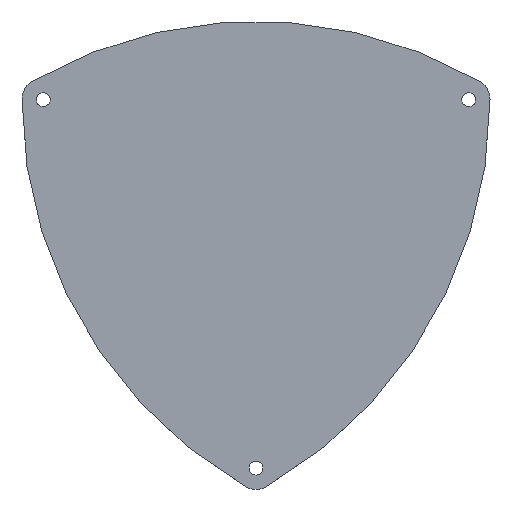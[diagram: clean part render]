
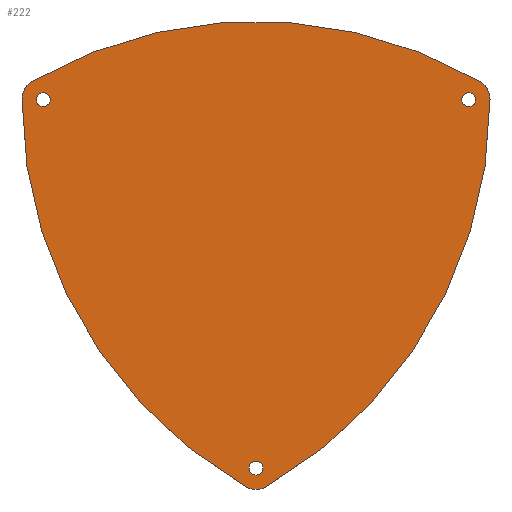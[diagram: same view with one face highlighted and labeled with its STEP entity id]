
A CAD part, top view. The second image highlights one B-rep face of the part: STEP entity #222.
In plain terms, the highlighted planar face has unit normal (0, 0, 1).
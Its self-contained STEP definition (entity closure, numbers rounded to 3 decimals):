
#84=CARTESIAN_POINT('',(129.1,72.169,9.525));
#85=VERTEX_POINT('',#84);
#86=CARTESIAN_POINT('',(125.0,72.169,9.525));
#87=DIRECTION('',(0.0,0.0,-1.0));
#88=DIRECTION('',(-1.0,0.0,0.0));
#89=AXIS2_PLACEMENT_3D('',#86,#87,#88);
#90=CIRCLE('',#89,4.1);
#91=EDGE_CURVE('',#85,#85,#90,.T.);
#112=CARTESIAN_POINT('',(-120.9,72.169,9.525));
#113=VERTEX_POINT('',#112);
#114=CARTESIAN_POINT('',(-125.0,72.169,9.525));
#115=DIRECTION('',(0.0,0.0,-1.0));
#116=DIRECTION('',(-1.0,0.0,0.0));
#117=AXIS2_PLACEMENT_3D('',#114,#115,#116);
#118=CIRCLE('',#117,4.1);
#119=EDGE_CURVE('',#113,#113,#118,.T.);
#140=CARTESIAN_POINT('',(4.1,-144.338,9.525));
#141=VERTEX_POINT('',#140);
#142=CARTESIAN_POINT('',(0.0,-144.338,9.525));
#143=DIRECTION('',(0.0,0.0,-1.0));
#144=DIRECTION('',(-1.0,0.0,0.0));
#145=AXIS2_PLACEMENT_3D('',#142,#143,#144);
#146=CIRCLE('',#145,4.1);
#147=EDGE_CURVE('',#141,#141,#146,.T.);
#152=CARTESIAN_POINT('',(0.,0.,9.525));
#153=DIRECTION('',(0.0,0.0,1.0));
#154=DIRECTION('',(1.0,0.0,0.0));
#155=AXIS2_PLACEMENT_3D('',#152,#153,#154);
#156=PLANE('',#155);
#157=CARTESIAN_POINT('',(-6.25,-155.163,9.525));
#158=VERTEX_POINT('',#157);
#159=CARTESIAN_POINT('',(6.25,-155.163,9.525));
#160=VERTEX_POINT('',#159);
#161=CARTESIAN_POINT('',(0.0,-144.338,9.525));
#162=DIRECTION('',(0.0,0.0,1.0));
#163=DIRECTION('',(0.5,0.866,0.0));
#164=AXIS2_PLACEMENT_3D('',#161,#162,#163);
#165=CIRCLE('',#164,12.5);
#166=EDGE_CURVE('',#158,#160,#165,.T.);
#167=ORIENTED_EDGE('',*,*,#166,.T.);
#168=CARTESIAN_POINT('',(137.5,72.169,9.525));
#169=VERTEX_POINT('',#168);
#170=CARTESIAN_POINT('',(-125.0,72.169,9.525));
#171=DIRECTION('',(0.0,0.0,1.0));
#172=DIRECTION('',(-0.5,0.866,0.0));
#173=AXIS2_PLACEMENT_3D('',#170,#171,#172);
#174=CIRCLE('',#173,262.5);
#175=EDGE_CURVE('',#160,#169,#174,.T.);
#176=ORIENTED_EDGE('',*,*,#175,.T.);
#177=CARTESIAN_POINT('',(131.25,82.994,9.525));
#178=VERTEX_POINT('',#177);
#179=CARTESIAN_POINT('',(125.0,72.169,9.525));
#180=DIRECTION('',(0.0,0.0,1.0));
#181=DIRECTION('',(-1.0,0.0,0.0));
#182=AXIS2_PLACEMENT_3D('',#179,#180,#181);
#183=CIRCLE('',#182,12.5);
#184=EDGE_CURVE('',#169,#178,#183,.T.);
#185=ORIENTED_EDGE('',*,*,#184,.T.);
#186=CARTESIAN_POINT('',(-131.25,82.994,9.525));
#187=VERTEX_POINT('',#186);
#188=CARTESIAN_POINT('',(0.0,-144.338,9.525));
#189=DIRECTION('',(0.0,0.0,1.0));
#190=DIRECTION('',(-0.5,-0.866,0.0));
#191=AXIS2_PLACEMENT_3D('',#188,#189,#190);
#192=CIRCLE('',#191,262.5);
#193=EDGE_CURVE('',#178,#187,#192,.T.);
#194=ORIENTED_EDGE('',*,*,#193,.T.);
#195=CARTESIAN_POINT('',(-137.5,72.169,9.525));
#196=VERTEX_POINT('',#195);
#197=CARTESIAN_POINT('',(-125.0,72.169,9.525));
#198=DIRECTION('',(0.0,0.0,1.0));
#199=DIRECTION('',(0.5,-0.866,0.0));
#200=AXIS2_PLACEMENT_3D('',#197,#198,#199);
#201=CIRCLE('',#200,12.5);
#202=EDGE_CURVE('',#187,#196,#201,.T.);
#203=ORIENTED_EDGE('',*,*,#202,.T.);
#204=CARTESIAN_POINT('',(125.0,72.169,9.525));
#205=DIRECTION('',(0.0,0.0,1.0));
#206=DIRECTION('',(1.0,0.0,0.0));
#207=AXIS2_PLACEMENT_3D('',#204,#205,#206);
#208=CIRCLE('',#207,262.5);
#209=EDGE_CURVE('',#196,#158,#208,.T.);
#210=ORIENTED_EDGE('',*,*,#209,.T.);
#211=EDGE_LOOP('',(#167,#176,#185,#194,#203,#210));
#212=FACE_OUTER_BOUND('',#211,.T.);
#213=ORIENTED_EDGE('',*,*,#91,.T.);
#214=EDGE_LOOP('',(#213));
#215=FACE_BOUND('',#214,.T.);
#216=ORIENTED_EDGE('',*,*,#119,.T.);
#217=EDGE_LOOP('',(#216));
#218=FACE_BOUND('',#217,.T.);
#219=ORIENTED_EDGE('',*,*,#147,.T.);
#220=EDGE_LOOP('',(#219));
#221=FACE_BOUND('',#220,.T.);
#222=ADVANCED_FACE('',(#212,#215,#218,#221),#156,.T.);
